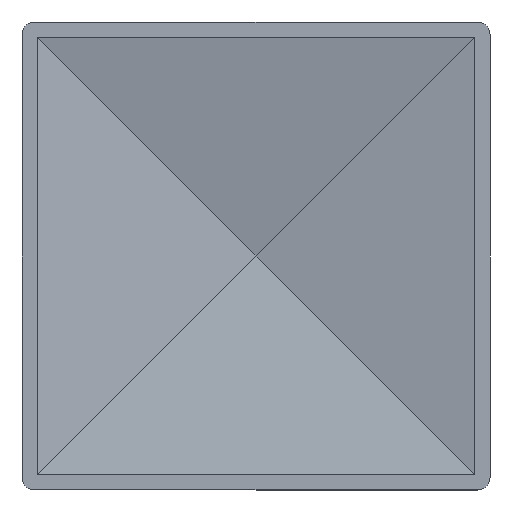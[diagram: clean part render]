
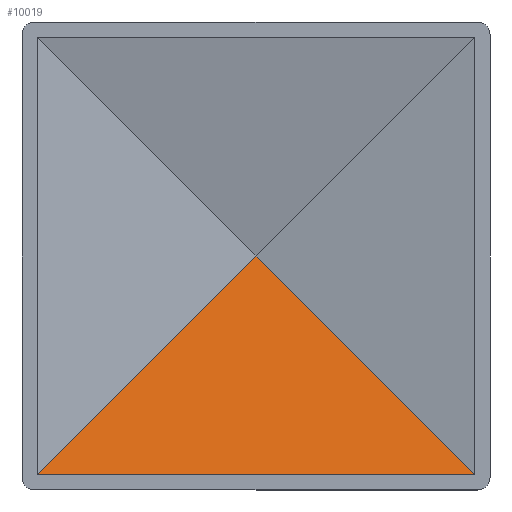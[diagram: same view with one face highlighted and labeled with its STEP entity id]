
A CAD part, front view. The second image highlights one B-rep face of the part: STEP entity #10019.
In plain terms, the highlighted planar face has unit normal (0, -0.978, 0.207).
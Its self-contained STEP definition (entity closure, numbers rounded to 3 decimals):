
#501 = CARTESIAN_POINT ( 'NONE',  ( 14.607, 8.103, -14.607 ) ) ;
#1355 = ORIENTED_EDGE ( 'NONE', *, *, #13193, .F. ) ;
#1667 = VECTOR ( 'NONE', #5082, 1000. ) ;
#2183 = ORIENTED_EDGE ( 'NONE', *, *, #14257, .T. ) ;
#2536 = FACE_OUTER_BOUND ( 'NONE', #11857, .T. ) ;
#3151 = CARTESIAN_POINT ( 'NONE',  ( 0., 11.193, 0. ) ) ;
#3594 = EDGE_CURVE ( 'NONE', #10341, #5379, #9702, .T. ) ;
#3878 = LINE ( 'NONE', #501, #13275 ) ;
#4435 = CARTESIAN_POINT ( 'NONE',  ( -27.5, 5.757, -25.7 ) ) ;
#5082 = DIRECTION ( 'NONE',  ( -1., 0., 0. ) ) ;
#5379 = VERTEX_POINT ( 'NONE', #13366 ) ;
#8213 = CARTESIAN_POINT ( 'NONE',  ( 25.7, 5.757, -25.7 ) ) ;
#8838 = CARTESIAN_POINT ( 'NONE',  ( 27.5, 10.714, -2.266 ) ) ;
#9702 = LINE ( 'NONE', #4435, #1667 ) ;
#10008 = DIRECTION ( 'NONE',  ( 0., 0.207, 0.978 ) ) ;
#10019 = ADVANCED_FACE ( 'NONE', ( #2536 ), #15077, .F. ) ;
#10341 = VERTEX_POINT ( 'NONE', #8213 ) ;
#11857 = EDGE_LOOP ( 'NONE', ( #2183, #12425, #1355 ) ) ;
#12263 = AXIS2_PLACEMENT_3D ( 'NONE', #8838, #13955, #10008 ) ;
#12425 = ORIENTED_EDGE ( 'NONE', *, *, #3594, .F. ) ;
#12524 = DIRECTION ( 'NONE',  ( -0.699, -0.148, -0.699 ) ) ;
#13193 = EDGE_CURVE ( 'NONE', #13196, #10341, #3878, .T. ) ;
#13196 = VERTEX_POINT ( 'NONE', #3151 ) ;
#13275 = VECTOR ( 'NONE', #14615, 1000. ) ;
#13366 = CARTESIAN_POINT ( 'NONE',  ( -25.7, 5.757, -25.7 ) ) ;
#13866 = CARTESIAN_POINT ( 'NONE',  ( -14.607, 8.103, -14.607 ) ) ;
#13955 = DIRECTION ( 'NONE',  ( 0., 0.978, -0.207 ) ) ;
#14257 = EDGE_CURVE ( 'NONE', #13196, #5379, #16244, .T. ) ;
#14269 = VECTOR ( 'NONE', #12524, 1000. ) ;
#14615 = DIRECTION ( 'NONE',  ( 0.699, -0.148, -0.699 ) ) ;
#15077 = PLANE ( 'NONE',  #12263 ) ;
#16244 = LINE ( 'NONE', #13866, #14269 ) ;
